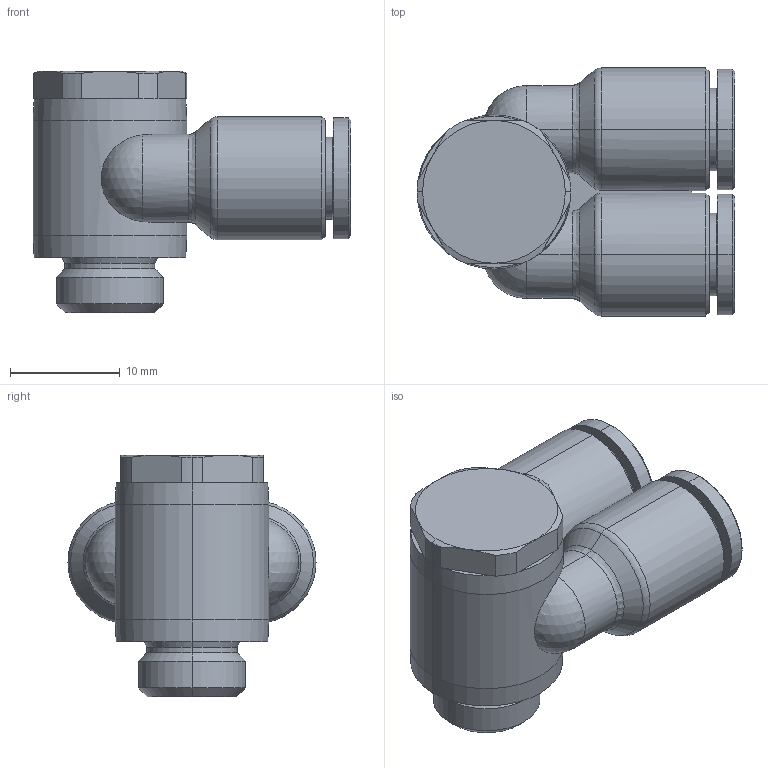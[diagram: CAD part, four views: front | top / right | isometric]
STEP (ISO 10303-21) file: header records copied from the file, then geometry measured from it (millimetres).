
FILE_DESCRIPTION((''),'2;1');
FILE_NAME('GPA_06G01(3D).stp','2012-12-20T10:37:55',(''),(''),'Mechanical Desktop.R8.0.24.0','Mechanical Desktop.R8.0.24.0',', , ');
FILE_SCHEMA(('CONFIG_CONTROL_DESIGN'));
Length unit declared in the file: millimetre
Products named in the file (2): GPA_06G01(3D); 睡ヶ1
Assembly tree (1 placements, depth 2):
  GPA_06G01(3D)
    睡ヶ1
Bounding box: 28.95 x 22.6 x 22 mm (x, y, z)
Volume: 4493.1 mm3; surface area: 4616.1 mm2
Topology: 1 solids, 1 shells, 542 faces, 1459 edges, 947 vertices
Faces by surface type: plane 362, cylinder 64, bspline 58, cone 50, torus 6, sphere 2
Entity records: 17934 total; most frequent: CARTESIAN_POINT 4284, ORIENTED_EDGE 2914, DIRECTION 2703, EDGE_CURVE 1457, VECTOR 1115, LINE 1115, VERTEX_POINT 947, AXIS2_PLACEMENT_3D 794
